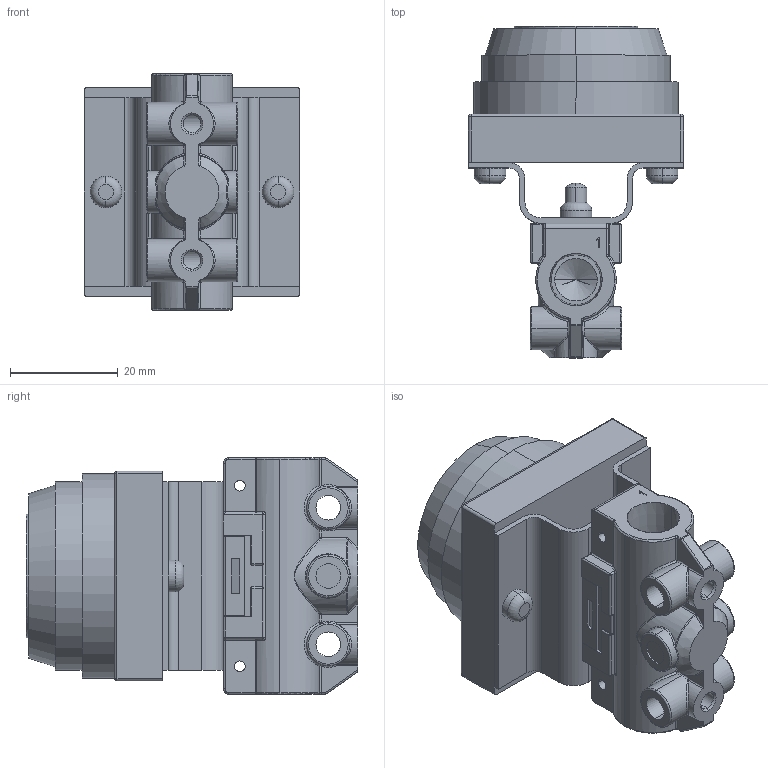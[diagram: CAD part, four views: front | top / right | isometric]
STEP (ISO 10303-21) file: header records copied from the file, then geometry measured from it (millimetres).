
FILE_DESCRIPTION (( 'STEP AP214' ), '1' );
FILE_NAME ('VM130-01-33A.step.step', '2014-04-01T06:41:52', ( 'Windows User' ), ( '' ), 'SwSTEP 2.0', 'SolidWorks 2014', '' );
FILE_SCHEMA (( 'AUTOMOTIVE_DESIGN' ));
Length unit declared in the file: millimetre
Products named in the file (3): VM130-01-33A.step_VM1_Side_Ported_0-01; VM130-01-33A.step_VM-33_YC; VM130-01-33A.step
Assembly tree (2 placements, depth 2):
  VM130-01-33A.step
    VM130-01-33A.step_VM1_Side_Ported_0-01
    VM130-01-33A.step_VM-33_YC
Bounding box: 40 x 61.7 x 44 mm (x, y, z)
Volume: 43567.6 mm3; surface area: 15394.5 mm2
Topology: 2 solids, 2 shells, 462 faces, 1108 edges, 645 vertices
Faces by surface type: cylinder 183, plane 112, torus 60, bspline 40, sphere 39, cone 28
Entity records: 17411 total; most frequent: CARTESIAN_POINT 5586, DIRECTION 2298, ORIENTED_EDGE 2158, EDGE_CURVE 1079, AXIS2_PLACEMENT_3D 921, VERTEX_POINT 645, EDGE_LOOP 502, CIRCLE 494
